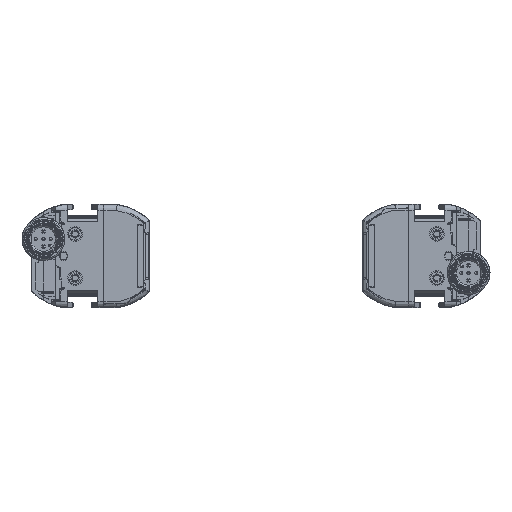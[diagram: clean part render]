
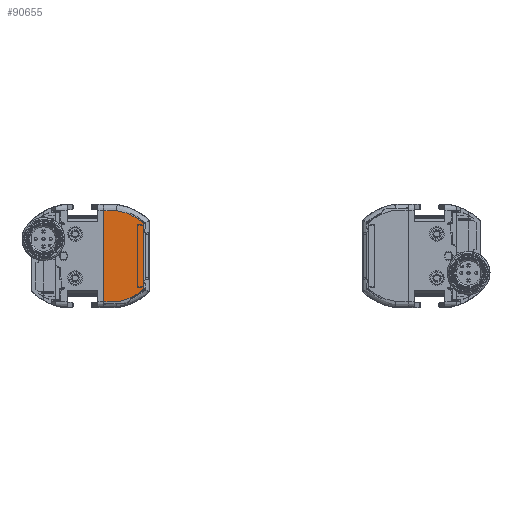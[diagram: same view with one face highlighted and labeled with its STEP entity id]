
A CAD part, front view. The second image highlights one B-rep face of the part: STEP entity #90655.
In plain terms, the highlighted planar face has unit normal (0, -1, 0).
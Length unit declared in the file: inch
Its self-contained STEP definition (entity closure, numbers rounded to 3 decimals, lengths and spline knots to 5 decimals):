
#887 = CARTESIAN_POINT ( 'NONE',  ( -1.5, -26.75197, -0.44146 ) ) ;
#2904 = CARTESIAN_POINT ( 'NONE',  ( -1.60285, -26.75197, 0.51197 ) ) ;
#2935 = VERTEX_POINT ( 'NONE', #92698 ) ;
#2936 = CARTESIAN_POINT ( 'NONE',  ( -1.59904, -26.75197, -0.51616 ) ) ;
#4827 = CARTESIAN_POINT ( 'NONE',  ( -1.56219, -26.75197, -0.49121 ) ) ;
#7868 = CARTESIAN_POINT ( 'NONE',  ( -2.00787, -26.75197, 0.60719 ) ) ;
#9684 = CARTESIAN_POINT ( 'NONE',  ( -1.63877, -26.75197, -0.53868 ) ) ;
#10670 = CARTESIAN_POINT ( 'NONE',  ( -1.50878, -26.75197, -0.44933 ) ) ;
#11639 = CARTESIAN_POINT ( 'NONE',  ( -1.67401, -26.75197, 0.55013 ) ) ;
#12663 = CARTESIAN_POINT ( 'NONE',  ( -1.56138, -26.75197, 0.48493 ) ) ;
#13083 = CARTESIAN_POINT ( 'NONE',  ( -1.65757, -26.75197, -0.54832 ) ) ;
#15951 = EDGE_CURVE ( 'NONE', #2935, #69256, #79023, .T. ) ;
#17920 = CARTESIAN_POINT ( 'NONE',  ( -1.5685, -26.75197, -0.49563 ) ) ;
#18167 = LINE ( 'NONE', #7868, #93413 ) ;
#18425 = CARTESIAN_POINT ( 'NONE',  ( -1.57171, -26.75197, -0.49785 ) ) ;
#19396 = CARTESIAN_POINT ( 'NONE',  ( -1.79031, -26.75197, 0.5931 ) ) ;
#19426 = PLANE ( 'NONE',  #92836 ) ;
#20405 = CARTESIAN_POINT ( 'NONE',  ( -1.58192, -26.75197, 0.49863 ) ) ;
#20919 = CARTESIAN_POINT ( 'NONE',  ( -1.50878, -26.75197, 0.44324 ) ) ;
#21327 = CARTESIAN_POINT ( 'NONE',  ( -1.51961, -26.75197, -0.45866 ) ) ;
#24342 = DIRECTION ( 'NONE',  ( 0., 0., -1. ) ) ;
#26172 = CARTESIAN_POINT ( 'NONE',  ( -1.66762, -26.75197, -0.55321 ) ) ;
#26987 = B_SPLINE_CURVE_WITH_KNOTS ( 'NONE', 3,
 ( #27136, #75633, #19396, #44646, #50885, #35885, #91614, #82336, #11639, #43145, #66868, #51397, #67379, #98860, #28143, #59662, #98344, #28653, #2904, #99345, #91109, #27646, #59164, #20405, #97349, #51899, #12663, #36392, #60176, #20919, #83858 ),
 .UNSPECIFIED., .F., .F.,
 ( 4, 2, 2, 1, 1, 1, 1, 1, 2, 2, 2, 2, 2, 1, 1, 2, 2, 2, 4 ),
 ( 0., 0.25, 0.375, 0.4375, 0.46875, 0.48437, 0.49219, 0.49609, 0.49805, 0.5, 0.625, 0.6875, 0.71875, 0.73437, 0.74219, 0.74609, 0.75, 0.875, 1. ),
 .UNSPECIFIED. ) ;
#27136 = CARTESIAN_POINT ( 'NONE',  ( -1.8604, -26.75197, 0.60719 ) ) ;
#27242 = ORIENTED_EDGE ( 'NONE', *, *, #64126, .F. ) ;
#27646 = CARTESIAN_POINT ( 'NONE',  ( -1.58792, -26.75197, 0.50257 ) ) ;
#28143 = CARTESIAN_POINT ( 'NONE',  ( -1.65845, -26.75197, 0.54274 ) ) ;
#28568 = CARTESIAN_POINT ( 'NONE',  ( -1.64555, -26.75197, -0.54223 ) ) ;
#28653 = CARTESIAN_POINT ( 'NONE',  ( -1.61584, -26.75197, 0.5198 ) ) ;
#29061 = CARTESIAN_POINT ( 'NONE',  ( -1.53933, -26.75197, -0.4743 ) ) ;
#29949 = CARTESIAN_POINT ( 'NONE',  ( -2.03207, -26.75197, 0.21546 ) ) ;
#30448 = DIRECTION ( 'NONE',  ( 0., 0., 1. ) ) ;
#33412 = CARTESIAN_POINT ( 'NONE',  ( -1.66725, -26.75197, -0.55303 ) ) ;
#33909 = CARTESIAN_POINT ( 'NONE',  ( -1.66358, -26.75197, -0.55126 ) ) ;
#34421 = CARTESIAN_POINT ( 'NONE',  ( -1.72402, -26.75197, -0.58009 ) ) ;
#35544 = ORIENTED_EDGE ( 'NONE', *, *, #15951, .F. ) ;
#35885 = CARTESIAN_POINT ( 'NONE',  ( -1.70397, -26.75197, 0.56327 ) ) ;
#36392 = CARTESIAN_POINT ( 'NONE',  ( -1.54591, -26.75197, 0.47341 ) ) ;
#36811 = CARTESIAN_POINT ( 'NONE',  ( -1.54649, -26.75197, -0.47978 ) ) ;
#38548 = CARTESIAN_POINT ( 'NONE',  ( -1.8604, -26.75197, -0.61328 ) ) ;
#41679 = CARTESIAN_POINT ( 'NONE',  ( -1.61649, -26.75197, -0.52642 ) ) ;
#42745 = CARTESIAN_POINT ( 'NONE',  ( -2.00787, -26.75197, -0.61328 ) ) ;
#43145 = CARTESIAN_POINT ( 'NONE',  ( -1.67092, -26.75197, 0.54867 ) ) ;
#44549 = CARTESIAN_POINT ( 'NONE',  ( -1.66754, -26.75197, -0.55317 ) ) ;
#44646 = CARTESIAN_POINT ( 'NONE',  ( -1.74212, -26.75197, 0.5778 ) ) ;
#45175 = ORIENTED_EDGE ( 'NONE', *, *, #63539, .F. ) ;
#45422 = LINE ( 'NONE', #29949, #53849 ) ;
#47570 = CARTESIAN_POINT ( 'NONE',  ( -1.5, -26.75197, 0.21546 ) ) ;
#49427 = CARTESIAN_POINT ( 'NONE',  ( -1.55815, -26.75197, -0.48832 ) ) ;
#50408 = CARTESIAN_POINT ( 'NONE',  ( -1.57723, -26.75197, -0.5016 ) ) ;
#50533 = VERTEX_POINT ( 'NONE', #56373 ) ;
#50885 = CARTESIAN_POINT ( 'NONE',  ( -1.72656, -26.75197, 0.57222 ) ) ;
#50920 = DIRECTION ( 'NONE',  ( 0., 0., -1. ) ) ;
#51397 = CARTESIAN_POINT ( 'NONE',  ( -1.66872, -26.75197, 0.54763 ) ) ;
#51899 = CARTESIAN_POINT ( 'NONE',  ( -1.58005, -26.75197, 0.49739 ) ) ;
#53849 = VECTOR ( 'NONE', #30448, 39.37008 ) ;
#55541 = EDGE_LOOP ( 'NONE', ( #35544, #73529, #66613, #45175, #101870, #27242 ) ) ;
#56373 = CARTESIAN_POINT ( 'NONE',  ( -1.8604, -26.75197, 0.60719 ) ) ;
#57235 = LINE ( 'NONE', #42745, #93011 ) ;
#57754 = DIRECTION ( 'NONE',  ( -1., 0., 0. ) ) ;
#59164 = CARTESIAN_POINT ( 'NONE',  ( -1.58373, -26.75197, 0.49983 ) ) ;
#59662 = CARTESIAN_POINT ( 'NONE',  ( -1.64619, -26.75197, 0.53667 ) ) ;
#60176 = CARTESIAN_POINT ( 'NONE',  ( -1.51961, -26.75197, 0.45257 ) ) ;
#60204 = B_SPLINE_CURVE_WITH_KNOTS ( 'NONE', 3,
 ( #88619, #10670, #21327, #29061, #36811, #49427, #4827, #17920, #18425, #65409, #50408, #65925, #83762, #2936, #41679, #9684, #28568, #83248, #13083, #99756, #33909, #60581, #73153, #33412, #44549, #26172, #34421, #68304, #97378 ),
 .UNSPECIFIED., .F., .F.,
 ( 4, 2, 2, 2, 1, 1, 2, 2, 2, 2, 2, 1, 1, 1, 2, 2, 4 ),
 ( 0., 0.125, 0.1875, 0.21875, 0.23437, 0.24219, 0.24609, 0.25, 0.375, 0.4375, 0.46875, 0.48437, 0.49219, 0.49609, 0.49805, 0.5, 1. ),
 .UNSPECIFIED. ) ;
#60581 = CARTESIAN_POINT ( 'NONE',  ( -1.66575, -26.75197, -0.55231 ) ) ;
#63159 = CARTESIAN_POINT ( 'NONE',  ( -2.03207, -26.75197, 0.60719 ) ) ;
#63167 = EDGE_CURVE ( 'NONE', #96544, #50533, #18167, .T. ) ;
#63539 = EDGE_CURVE ( 'NONE', #71755, #96544, #45422, .T. ) ;
#64126 = EDGE_CURVE ( 'NONE', #69256, #65355, #60204, .T. ) ;
#64131 = DIRECTION ( 'NONE',  ( 1., 0., 0. ) ) ;
#65355 = VERTEX_POINT ( 'NONE', #38548 ) ;
#65409 = CARTESIAN_POINT ( 'NONE',  ( -1.57556, -26.75197, -0.50047 ) ) ;
#65925 = CARTESIAN_POINT ( 'NONE',  ( -1.57835, -26.75197, -0.50235 ) ) ;
#66419 = CARTESIAN_POINT ( 'NONE',  ( -2.00787, -26.75197, 0.21546 ) ) ;
#66613 = ORIENTED_EDGE ( 'NONE', *, *, #63167, .F. ) ;
#66868 = CARTESIAN_POINT ( 'NONE',  ( -1.66938, -26.75197, 0.54795 ) ) ;
#66958 = VECTOR ( 'NONE', #24342, 39.37008 ) ;
#67379 = CARTESIAN_POINT ( 'NONE',  ( -1.66828, -26.75197, 0.54742 ) ) ;
#68304 = CARTESIAN_POINT ( 'NONE',  ( -1.78845, -26.75197, -0.60175 ) ) ;
#69256 = VERTEX_POINT ( 'NONE', #887 ) ;
#71755 = VERTEX_POINT ( 'NONE', #84926 ) ;
#72653 = FACE_OUTER_BOUND ( 'NONE', #55541, .T. ) ;
#73153 = CARTESIAN_POINT ( 'NONE',  ( -1.6668, -26.75197, -0.55281 ) ) ;
#73529 = ORIENTED_EDGE ( 'NONE', *, *, #74513, .F. ) ;
#74513 = EDGE_CURVE ( 'NONE', #50533, #2935, #26987, .T. ) ;
#75633 = CARTESIAN_POINT ( 'NONE',  ( -1.82443, -26.75197, 0.60142 ) ) ;
#79023 = LINE ( 'NONE', #47570, #66958 ) ;
#80871 = DIRECTION ( 'NONE',  ( 0., 1., 0. ) ) ;
#81258 = EDGE_CURVE ( 'NONE', #65355, #71755, #57235, .T. ) ;
#82336 = CARTESIAN_POINT ( 'NONE',  ( -1.68024, -26.75197, 0.553 ) ) ;
#83248 = CARTESIAN_POINT ( 'NONE',  ( -1.65469, -26.75197, -0.54688 ) ) ;
#83762 = CARTESIAN_POINT ( 'NONE',  ( -1.57887, -26.75197, -0.5027 ) ) ;
#83858 = CARTESIAN_POINT ( 'NONE',  ( -1.5, -26.75197, 0.43537 ) ) ;
#84926 = CARTESIAN_POINT ( 'NONE',  ( -2.03207, -26.75197, -0.61328 ) ) ;
#88619 = CARTESIAN_POINT ( 'NONE',  ( -1.5, -26.75197, -0.44146 ) ) ;
#90655 = ADVANCED_FACE ( 'NONE', ( #72653 ), #19426, .F. ) ;
#91109 = CARTESIAN_POINT ( 'NONE',  ( -1.59144, -26.75197, 0.50482 ) ) ;
#91614 = CARTESIAN_POINT ( 'NONE',  ( -1.69286, -26.75197, 0.55864 ) ) ;
#92698 = CARTESIAN_POINT ( 'NONE',  ( -1.5, -26.75197, 0.43537 ) ) ;
#92836 = AXIS2_PLACEMENT_3D ( 'NONE', #66419, #80871, #50920 ) ;
#93011 = VECTOR ( 'NONE', #57754, 39.37008 ) ;
#93413 = VECTOR ( 'NONE', #64131, 39.37008 ) ;
#96544 = VERTEX_POINT ( 'NONE', #63159 ) ;
#97349 = CARTESIAN_POINT ( 'NONE',  ( -1.5807, -26.75197, 0.49782 ) ) ;
#97378 = CARTESIAN_POINT ( 'NONE',  ( -1.8604, -26.75197, -0.61328 ) ) ;
#98344 = CARTESIAN_POINT ( 'NONE',  ( -1.62392, -26.75197, 0.52441 ) ) ;
#98860 = CARTESIAN_POINT ( 'NONE',  ( -1.66798, -26.75197, 0.54728 ) ) ;
#99345 = CARTESIAN_POINT ( 'NONE',  ( -1.59837, -26.75197, 0.50921 ) ) ;
#99756 = CARTESIAN_POINT ( 'NONE',  ( -1.66162, -26.75197, -0.55031 ) ) ;
#101870 = ORIENTED_EDGE ( 'NONE', *, *, #81258, .F. ) ;
